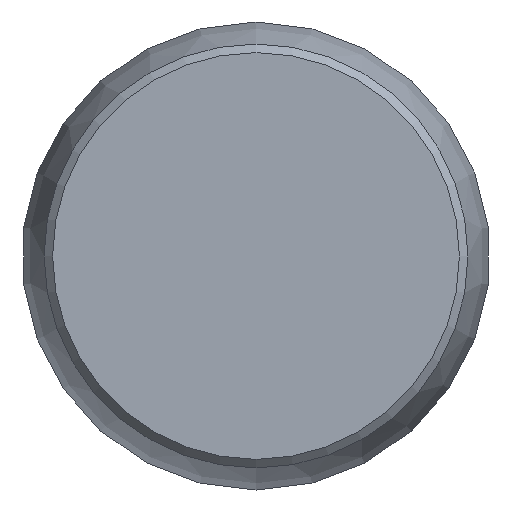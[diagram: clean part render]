
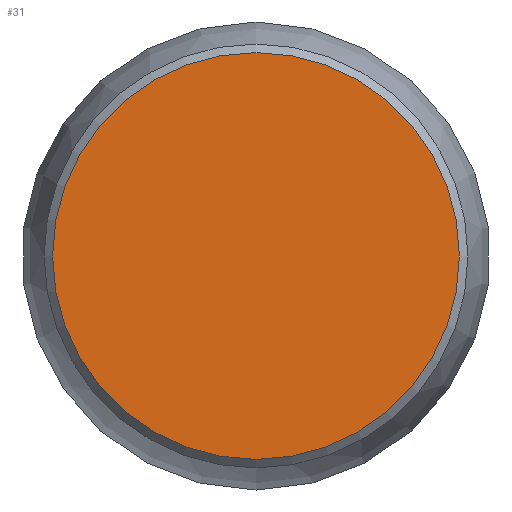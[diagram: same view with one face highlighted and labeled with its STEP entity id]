
A CAD part, left-side view. The second image highlights one B-rep face of the part: STEP entity #31.
In plain terms, the highlighted planar face has unit normal (-1, 0, 0).
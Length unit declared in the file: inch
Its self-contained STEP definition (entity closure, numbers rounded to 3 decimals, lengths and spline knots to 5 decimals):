
#31 = ADVANCED_FACE ( 'NONE', ( #160 ), #131, .F. ) ;
#55 = DIRECTION ( 'NONE',  ( 0., 0., -1. ) ) ;
#62 = CARTESIAN_POINT ( 'NONE',  ( 0., 0., 0.02495 ) ) ;
#68 = CARTESIAN_POINT ( 'NONE',  ( 0., 0., 0. ) ) ;
#95 = CARTESIAN_POINT ( 'NONE',  ( 0., 0.02495, 0. ) ) ;
#131 = PLANE ( 'NONE',  #221 ) ;
#137 = ORIENTED_EDGE ( 'NONE', *, *, #410, .T. ) ;
#160 = FACE_OUTER_BOUND ( 'NONE', #245, .T. ) ;
#161 = VERTEX_POINT ( 'NONE', #62 ) ;
#197 = DIRECTION ( 'NONE',  ( 0., 0., 1. ) ) ;
#216 = DIRECTION ( 'NONE',  ( 1., 0., 0. ) ) ;
#221 = AXIS2_PLACEMENT_3D ( 'NONE', #95, #216, #55 ) ;
#245 = EDGE_LOOP ( 'NONE', ( #137 ) ) ;
#335 = DIRECTION ( 'NONE',  ( -1., 0., 0. ) ) ;
#366 = CIRCLE ( 'NONE', #382, 0.02495 ) ;
#382 = AXIS2_PLACEMENT_3D ( 'NONE', #68, #335, #197 ) ;
#410 = EDGE_CURVE ( 'NONE', #161, #161, #366, .T. ) ;
